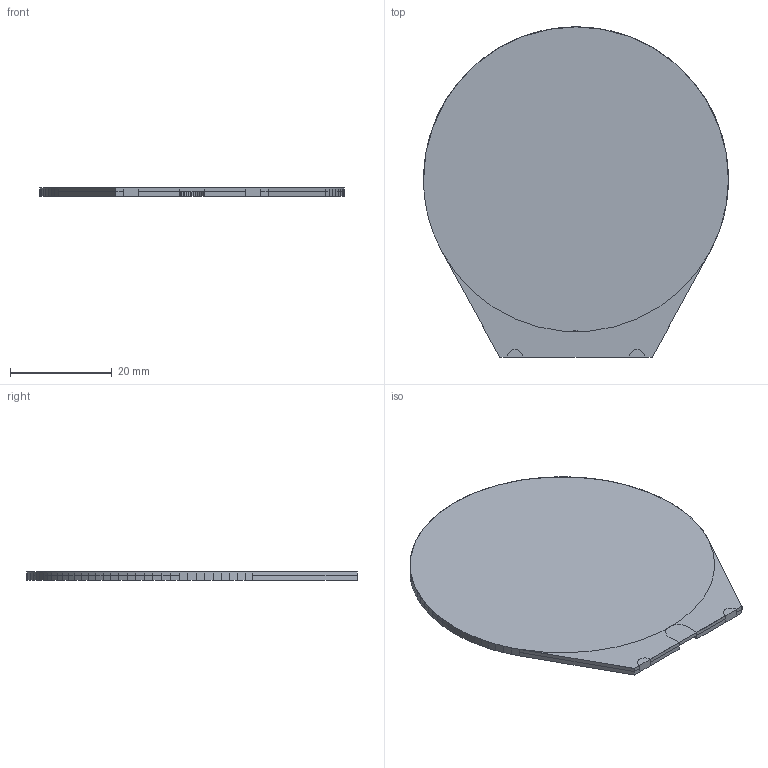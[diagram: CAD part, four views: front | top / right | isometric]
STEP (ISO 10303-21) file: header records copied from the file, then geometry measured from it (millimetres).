
FILE_DESCRIPTION(('Open CASCADE Model'),'2;1');
FILE_NAME('Open CASCADE Shape Model','2024-02-15T08:37:28',('Author'),( 'Open CASCADE'),'Open CASCADE STEP processor 7.5','Open CASCADE 7.5' ,'Unknown');
FILE_SCHEMA(('AUTOMOTIVE_DESIGN { 1 0 10303 214 1 1 1 1 }'));
Length unit declared in the file: millimetre
Products named in the file (1): PCB
Bounding box: 60 x 65 x 1.6 mm (x, y, z)
Volume: 5082.2 mm3; surface area: 7267.7 mm2
Topology: 2 solids, 2 shells, 117 faces, 339 edges, 226 vertices
Faces by surface type: plane 112, cylinder 5
Entity records: 3808 total; most frequent: CARTESIAN_POINT 683, ORIENTED_EDGE 678, DIRECTION 585, EDGE_CURVE 339, LINE 329, VECTOR 329, VERTEX_POINT 226, AXIS2_PLACEMENT_3D 128
